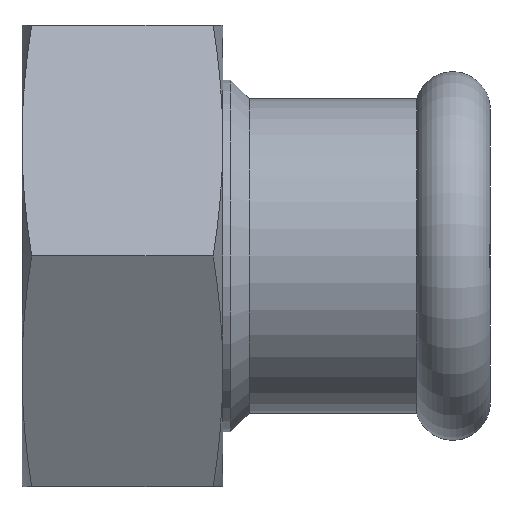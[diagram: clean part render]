
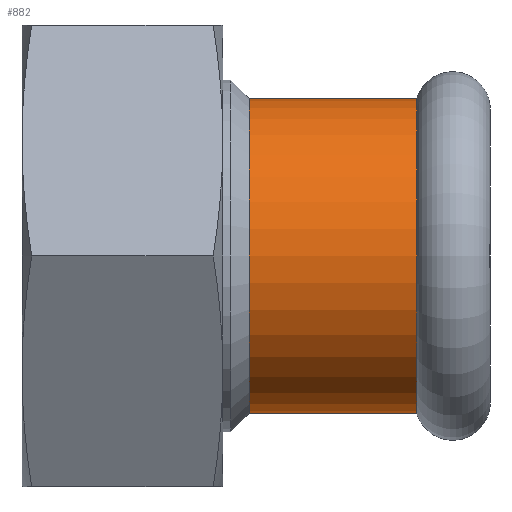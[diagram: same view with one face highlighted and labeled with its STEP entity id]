
A CAD part, left-side view. The second image highlights one B-rep face of the part: STEP entity #882.
In plain terms, the highlighted cylindrical face has radius 15.7 mm (diameter 31.4 mm), a full revolution.
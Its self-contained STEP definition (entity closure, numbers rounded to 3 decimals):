
#58=CYLINDRICAL_SURFACE('',#1037,15.7);
#131=FACE_OUTER_BOUND('',#191,.T.);
#191=EDGE_LOOP('',(#790,#791,#792,#793,#794,#795));
#217=LINE('',#1658,#241);
#241=VECTOR('',#1331,15.7);
#269=CIRCLE('',#961,15.7);
#270=CIRCLE('',#962,15.7);
#322=CIRCLE('',#1035,15.7);
#323=CIRCLE('',#1036,15.7);
#365=VERTEX_POINT('',#1522);
#366=VERTEX_POINT('',#1523);
#411=VERTEX_POINT('',#1652);
#412=VERTEX_POINT('',#1654);
#476=EDGE_CURVE('',#365,#366,#269,.T.);
#477=EDGE_CURVE('',#366,#365,#270,.T.);
#540=EDGE_CURVE('',#411,#412,#322,.T.);
#541=EDGE_CURVE('',#412,#411,#323,.T.);
#542=EDGE_CURVE('',#411,#366,#217,.T.);
#790=ORIENTED_EDGE('',*,*,#541,.F.);
#791=ORIENTED_EDGE('',*,*,#540,.F.);
#792=ORIENTED_EDGE('',*,*,#542,.T.);
#793=ORIENTED_EDGE('',*,*,#477,.T.);
#794=ORIENTED_EDGE('',*,*,#476,.T.);
#795=ORIENTED_EDGE('',*,*,#542,.F.);
#882=ADVANCED_FACE('',(#131),#58,.T.);
#961=AXIS2_PLACEMENT_3D('',#1524,#1166,#1167);
#962=AXIS2_PLACEMENT_3D('',#1525,#1168,#1169);
#1035=AXIS2_PLACEMENT_3D('',#1655,#1325,#1326);
#1036=AXIS2_PLACEMENT_3D('',#1656,#1327,#1328);
#1037=AXIS2_PLACEMENT_3D('',#1657,#1329,#1330);
#1166=DIRECTION('center_axis',(0.,1.,0.));
#1167=DIRECTION('ref_axis',(0.,0.,1.));
#1168=DIRECTION('center_axis',(0.,1.,0.));
#1169=DIRECTION('ref_axis',(0.,0.,1.));
#1325=DIRECTION('center_axis',(0.,1.,0.));
#1326=DIRECTION('ref_axis',(0.,0.,1.));
#1327=DIRECTION('center_axis',(0.,1.,0.));
#1328=DIRECTION('ref_axis',(0.,0.,1.));
#1329=DIRECTION('center_axis',(0.,1.,0.));
#1330=DIRECTION('ref_axis',(0.,0.,1.));
#1331=DIRECTION('',(0.,-1.,0.));
#1522=CARTESIAN_POINT('',(0.,7.297,15.7));
#1523=CARTESIAN_POINT('',(0.,7.297,-15.7));
#1524=CARTESIAN_POINT('Origin',(0.,7.297,0.));
#1525=CARTESIAN_POINT('Origin',(0.,7.297,0.));
#1652=CARTESIAN_POINT('',(0.,24.,-15.7));
#1654=CARTESIAN_POINT('',(0.,24.,15.7));
#1655=CARTESIAN_POINT('Origin',(0.,24.,0.));
#1656=CARTESIAN_POINT('Origin',(0.,24.,0.));
#1657=CARTESIAN_POINT('Origin',(0.,15.149,0.));
#1658=CARTESIAN_POINT('',(0.,15.149,-15.7));
